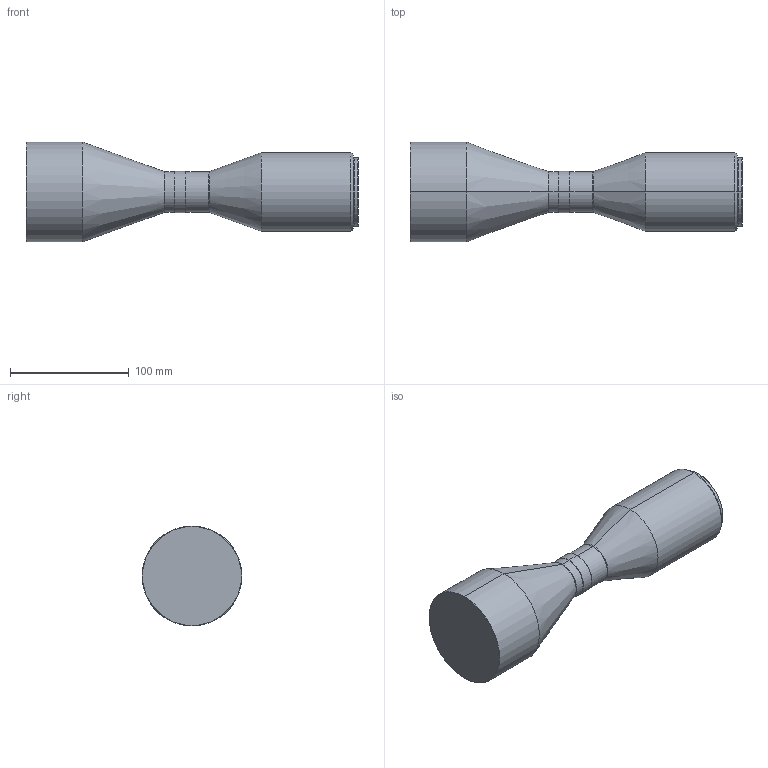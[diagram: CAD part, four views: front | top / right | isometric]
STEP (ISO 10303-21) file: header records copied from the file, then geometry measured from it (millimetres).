
FILE_DESCRIPTION (( 'STEP AP203' ), '1' );
FILE_NAME ('DTCM71M-64H-M58-AL.STEP', '2019-11-19T06:57:50', ( 'Windows 蚚誧' ), ( '' ), 'SwSTEP 2.0', 'SolidWorks 2017', '' );
FILE_SCHEMA (( 'CONFIG_CONTROL_DESIGN' ));
Length unit declared in the file: millimetre
Products named in the file (1): DTCM71M-64H-M58-AL
Bounding box: 279.2 x 84 x 84 mm (x, y, z)
Volume: 862135.4 mm3; surface area: 63220 mm2
Topology: 1 solids, 1 shells, 34 faces, 66 edges, 38 vertices
Faces by surface type: cylinder 14, cone 10, plane 6, torus 4
Entity records: 945 total; most frequent: DIRECTION 178, CARTESIAN_POINT 139, ORIENTED_EDGE 132, AXIS2_PLACEMENT_3D 77, EDGE_CURVE 66, CIRCLE 42, EDGE_LOOP 38, VERTEX_POINT 38
